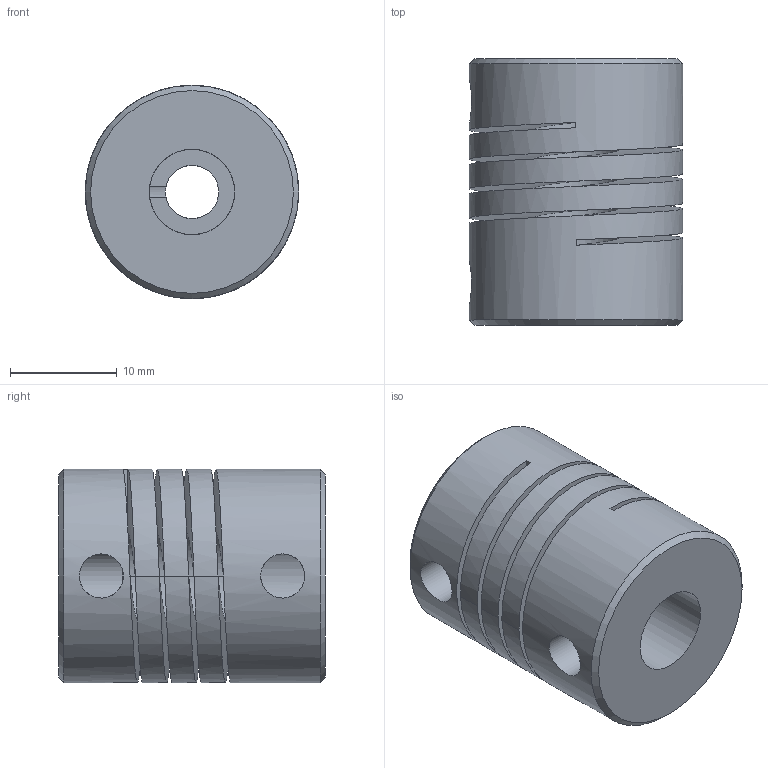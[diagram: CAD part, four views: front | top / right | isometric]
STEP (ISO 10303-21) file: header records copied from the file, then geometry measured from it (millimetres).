
FILE_DESCRIPTION(/* description */ (''),/* implementation_level */ '2;1');
FILE_NAME(/* name */ 'C04H020009-Flexible-shaft-coupling.stp',/* time_stamp */ '2014-12-22T14:42:43+01:00',/* author */ ('MARCHA TECHNOLOGY'),/* organization */ (''),/* preprocessor_version */ 'ST-DEVELOPER v15.6',/* originating_system */ 'Autodesk Inventor 2015',/* authorisation */ '');
FILE_SCHEMA (('CONFIG_CONTROL_DESIGN'));
Length unit declared in the file: millimetre
Products named in the file (1): C04H020009-Flexible-shaft-coupling
Bounding box: 20 x 25 x 20 mm (x, y, z)
Volume: 6053.2 mm3; surface area: 4763.5 mm2
Topology: 1 solids, 1 shells, 21 faces, 69 edges, 45 vertices
Faces by surface type: cylinder 12, plane 5, bspline 2, cone 2
Full cylindrical faces by diameter (mm): 4.134 x2, 5 x1, 8 x4, 20 x4
Entity records: 1404 total; most frequent: CARTESIAN_POINT 1070, ORIENTED_EDGE 58, DIRECTION 54, EDGE_CURVE 29, EDGE_LOOP 27, VERTEX_POINT 22, AXIS2_PLACEMENT_3D 22, FACE_OUTER_BOUND 14
